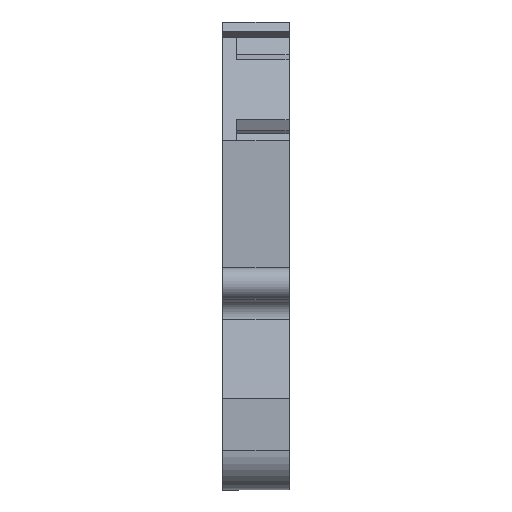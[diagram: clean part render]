
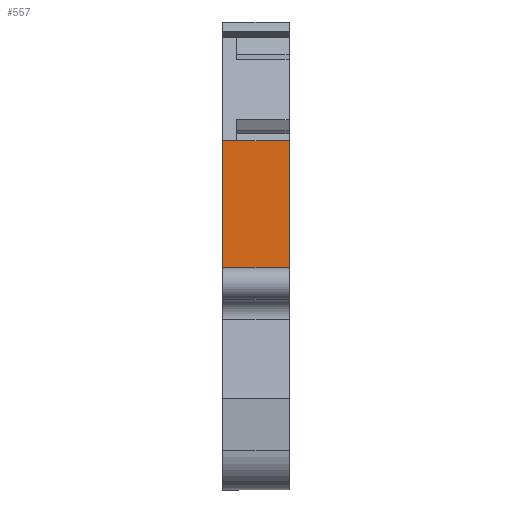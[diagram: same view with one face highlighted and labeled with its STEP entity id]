
A CAD part, left-side view. The second image highlights one B-rep face of the part: STEP entity #557.
In plain terms, the highlighted planar face has unit normal (-1, 0, 0).
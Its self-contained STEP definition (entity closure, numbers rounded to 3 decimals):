
#557 = ADVANCED_FACE ( 'NONE', ( #2494 ), #6308, .T. ) ;
#757 = CARTESIAN_POINT ( 'NONE',  ( -42.35, -6.9, 16.8 ) ) ;
#761 = ORIENTED_EDGE ( 'NONE', *, *, #1325, .T. ) ;
#946 = CARTESIAN_POINT ( 'NONE',  ( -42.35, -9.4, 26.4 ) ) ;
#1325 = EDGE_CURVE ( 'NONE', #10432, #4456, #1538, .T. ) ;
#1448 = CARTESIAN_POINT ( 'NONE',  ( -42.35, -9.4, 16.8 ) ) ;
#1522 = VECTOR ( 'NONE', #7343, 1000. ) ;
#1538 = LINE ( 'NONE', #946, #1522 ) ;
#1541 = AXIS2_PLACEMENT_3D ( 'NONE', #4542, #4095, #9868 ) ;
#2494 = FACE_OUTER_BOUND ( 'NONE', #9431, .T. ) ;
#2597 = VERTEX_POINT ( 'NONE', #757 ) ;
#2861 = EDGE_CURVE ( 'NONE', #4456, #2597, #8592, .T. ) ;
#2967 = EDGE_CURVE ( 'NONE', #10432, #4564, #8901, .T. ) ;
#3064 = CARTESIAN_POINT ( 'NONE',  ( -42.35, -6.9, 21.6 ) ) ;
#3168 = CARTESIAN_POINT ( 'NONE',  ( -42.35, -11.9, 16.8 ) ) ;
#4095 = DIRECTION ( 'NONE',  ( -1., 0., 0. ) ) ;
#4355 = ORIENTED_EDGE ( 'NONE', *, *, #2861, .T. ) ;
#4456 = VERTEX_POINT ( 'NONE', #5543 ) ;
#4542 = CARTESIAN_POINT ( 'NONE',  ( -42.35, -11.9, 26.4 ) ) ;
#4564 = VERTEX_POINT ( 'NONE', #3168 ) ;
#5543 = CARTESIAN_POINT ( 'NONE',  ( -42.35, -6.9, 26.4 ) ) ;
#5671 = EDGE_CURVE ( 'NONE', #4564, #2597, #9783, .T. ) ;
#5746 = DIRECTION ( 'NONE',  ( 0., 1., 0. ) ) ;
#6308 = PLANE ( 'NONE',  #1541 ) ;
#6538 = CARTESIAN_POINT ( 'NONE',  ( -42.35, -11.9, 26.4 ) ) ;
#7343 = DIRECTION ( 'NONE',  ( 0., 1., 0. ) ) ;
#8167 = DIRECTION ( 'NONE',  ( 0., 0., -1. ) ) ;
#8364 = ORIENTED_EDGE ( 'NONE', *, *, #5671, .F. ) ;
#8592 = LINE ( 'NONE', #3064, #8601 ) ;
#8601 = VECTOR ( 'NONE', #8167, 1000. ) ;
#8901 = LINE ( 'NONE', #9080, #8987 ) ;
#8987 = VECTOR ( 'NONE', #9878, 1000. ) ;
#9080 = CARTESIAN_POINT ( 'NONE',  ( -42.35, -11.9, 0. ) ) ;
#9429 = ORIENTED_EDGE ( 'NONE', *, *, #2967, .F. ) ;
#9431 = EDGE_LOOP ( 'NONE', ( #761, #4355, #8364, #9429 ) ) ;
#9783 = LINE ( 'NONE', #1448, #9806 ) ;
#9806 = VECTOR ( 'NONE', #5746, 1000. ) ;
#9868 = DIRECTION ( 'NONE',  ( 0., 1., 0. ) ) ;
#9878 = DIRECTION ( 'NONE',  ( 0., 0., -1. ) ) ;
#10432 = VERTEX_POINT ( 'NONE', #6538 ) ;
